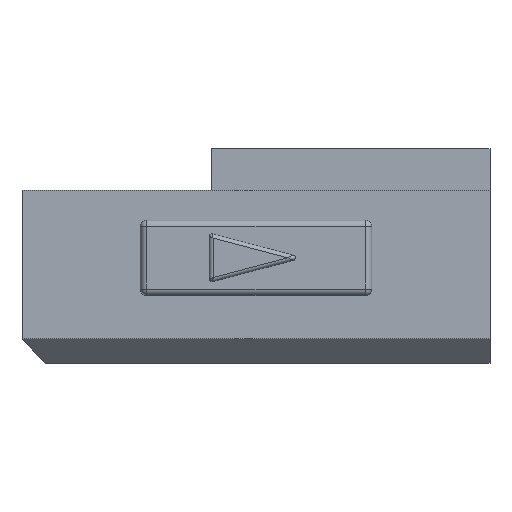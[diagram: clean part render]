
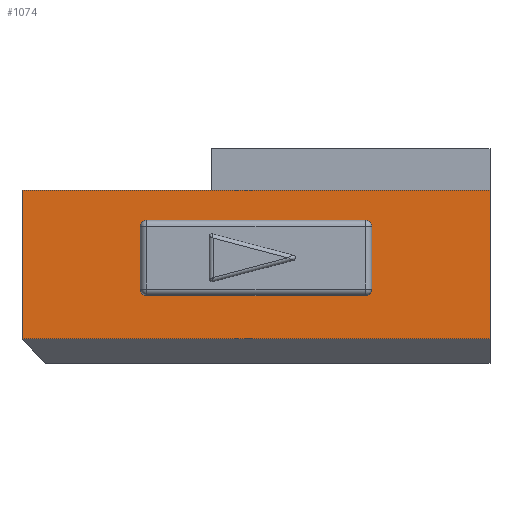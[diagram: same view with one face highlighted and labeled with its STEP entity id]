
A CAD part, top view. The second image highlights one B-rep face of the part: STEP entity #1074.
In plain terms, the highlighted planar face has unit normal (0, 0, 1).
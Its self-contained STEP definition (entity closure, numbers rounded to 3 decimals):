
#50=FACE_BOUND('',#145,.T.);
#53=CIRCLE('',#1154,0.25);
#54=CIRCLE('',#1155,0.25);
#55=CIRCLE('',#1156,0.25);
#56=CIRCLE('',#1157,0.25);
#79=FACE_OUTER_BOUND('',#144,.T.);
#144=EDGE_LOOP('',(#716,#717,#718,#719));
#145=EDGE_LOOP('',(#720,#721,#722,#723,#724,#725,#726,#727));
#212=LINE('',#1576,#335);
#213=LINE('',#1578,#336);
#214=LINE('',#1580,#337);
#215=LINE('',#1581,#338);
#216=LINE('',#1584,#339);
#217=LINE('',#1588,#340);
#218=LINE('',#1592,#341);
#219=LINE('',#1596,#342);
#335=VECTOR('',#1255,10.);
#336=VECTOR('',#1256,10.);
#337=VECTOR('',#1257,10.);
#338=VECTOR('',#1258,10.);
#339=VECTOR('',#1259,10.);
#340=VECTOR('',#1262,10.);
#341=VECTOR('',#1265,10.);
#342=VECTOR('',#1268,10.);
#458=VERTEX_POINT('',#1574);
#459=VERTEX_POINT('',#1575);
#460=VERTEX_POINT('',#1577);
#461=VERTEX_POINT('',#1579);
#462=VERTEX_POINT('',#1582);
#463=VERTEX_POINT('',#1583);
#464=VERTEX_POINT('',#1585);
#465=VERTEX_POINT('',#1587);
#466=VERTEX_POINT('',#1589);
#467=VERTEX_POINT('',#1591);
#468=VERTEX_POINT('',#1593);
#469=VERTEX_POINT('',#1595);
#557=EDGE_CURVE('',#458,#459,#212,.T.);
#558=EDGE_CURVE('',#459,#460,#213,.T.);
#559=EDGE_CURVE('',#461,#460,#214,.T.);
#560=EDGE_CURVE('',#461,#458,#215,.T.);
#561=EDGE_CURVE('',#462,#463,#216,.T.);
#562=EDGE_CURVE('',#464,#463,#53,.F.);
#563=EDGE_CURVE('',#464,#465,#217,.T.);
#564=EDGE_CURVE('',#466,#465,#54,.F.);
#565=EDGE_CURVE('',#466,#467,#218,.T.);
#566=EDGE_CURVE('',#468,#467,#55,.F.);
#567=EDGE_CURVE('',#468,#469,#219,.T.);
#568=EDGE_CURVE('',#462,#469,#56,.F.);
#716=ORIENTED_EDGE('',*,*,#557,.T.);
#717=ORIENTED_EDGE('',*,*,#558,.T.);
#718=ORIENTED_EDGE('',*,*,#559,.F.);
#719=ORIENTED_EDGE('',*,*,#560,.T.);
#720=ORIENTED_EDGE('',*,*,#561,.T.);
#721=ORIENTED_EDGE('',*,*,#562,.F.);
#722=ORIENTED_EDGE('',*,*,#563,.T.);
#723=ORIENTED_EDGE('',*,*,#564,.F.);
#724=ORIENTED_EDGE('',*,*,#565,.T.);
#725=ORIENTED_EDGE('',*,*,#566,.F.);
#726=ORIENTED_EDGE('',*,*,#567,.T.);
#727=ORIENTED_EDGE('',*,*,#568,.F.);
#1034=PLANE('',#1153);
#1074=ADVANCED_FACE('',(#79,#50),#1034,.T.);
#1153=AXIS2_PLACEMENT_3D('',#1573,#1253,#1254);
#1154=AXIS2_PLACEMENT_3D('',#1586,#1260,#1261);
#1155=AXIS2_PLACEMENT_3D('',#1590,#1263,#1264);
#1156=AXIS2_PLACEMENT_3D('',#1594,#1266,#1267);
#1157=AXIS2_PLACEMENT_3D('',#1597,#1269,#1270);
#1253=DIRECTION('center_axis',(0.,0.,1.));
#1254=DIRECTION('ref_axis',(1.,0.,0.));
#1255=DIRECTION('',(-1.,0.,0.));
#1256=DIRECTION('',(0.,-1.,0.));
#1257=DIRECTION('',(-1.,0.,0.));
#1258=DIRECTION('',(0.,1.,0.));
#1259=DIRECTION('',(1.,0.,0.));
#1260=DIRECTION('center_axis',(0.,0.,-1.));
#1261=DIRECTION('ref_axis',(0.707,0.707,0.));
#1262=DIRECTION('',(0.,-1.,0.));
#1263=DIRECTION('center_axis',(0.,0.,-1.));
#1264=DIRECTION('ref_axis',(0.707,-0.707,0.));
#1265=DIRECTION('',(-1.,0.,0.));
#1266=DIRECTION('center_axis',(0.,0.,-1.));
#1267=DIRECTION('ref_axis',(-0.707,-0.707,0.));
#1268=DIRECTION('',(0.,1.,0.));
#1269=DIRECTION('center_axis',(0.,0.,-1.));
#1270=DIRECTION('ref_axis',(-0.707,0.707,0.));
#1573=CARTESIAN_POINT('Origin',(0.,0.,1.));
#1574=CARTESIAN_POINT('',(9.,1.725,1.));
#1575=CARTESIAN_POINT('',(-9.,1.725,1.));
#1576=CARTESIAN_POINT('',(4.5,1.725,1.));
#1577=CARTESIAN_POINT('',(-9.,-3.975,1.));
#1578=CARTESIAN_POINT('',(-9.,-3.325,1.));
#1579=CARTESIAN_POINT('',(9.,-3.975,1.));
#1580=CARTESIAN_POINT('',(-4.5,-3.975,1.));
#1581=CARTESIAN_POINT('',(9.,3.325,1.));
#1582=CARTESIAN_POINT('',(-4.2,0.575,1.));
#1583=CARTESIAN_POINT('',(4.2,0.575,1.));
#1584=CARTESIAN_POINT('',(2.225,0.575,1.));
#1585=CARTESIAN_POINT('',(4.45,0.325,1.));
#1586=CARTESIAN_POINT('Origin',(4.2,0.325,1.));
#1587=CARTESIAN_POINT('',(4.45,-2.075,1.));
#1588=CARTESIAN_POINT('',(4.45,-1.163,1.));
#1589=CARTESIAN_POINT('',(4.2,-2.325,1.));
#1590=CARTESIAN_POINT('Origin',(4.2,-2.075,1.));
#1591=CARTESIAN_POINT('',(-4.2,-2.325,1.));
#1592=CARTESIAN_POINT('',(-2.225,-2.325,1.));
#1593=CARTESIAN_POINT('',(-4.45,-2.075,1.));
#1594=CARTESIAN_POINT('Origin',(-4.2,-2.075,1.));
#1595=CARTESIAN_POINT('',(-4.45,0.325,1.));
#1596=CARTESIAN_POINT('',(-4.45,0.288,1.));
#1597=CARTESIAN_POINT('Origin',(-4.2,0.325,1.));
